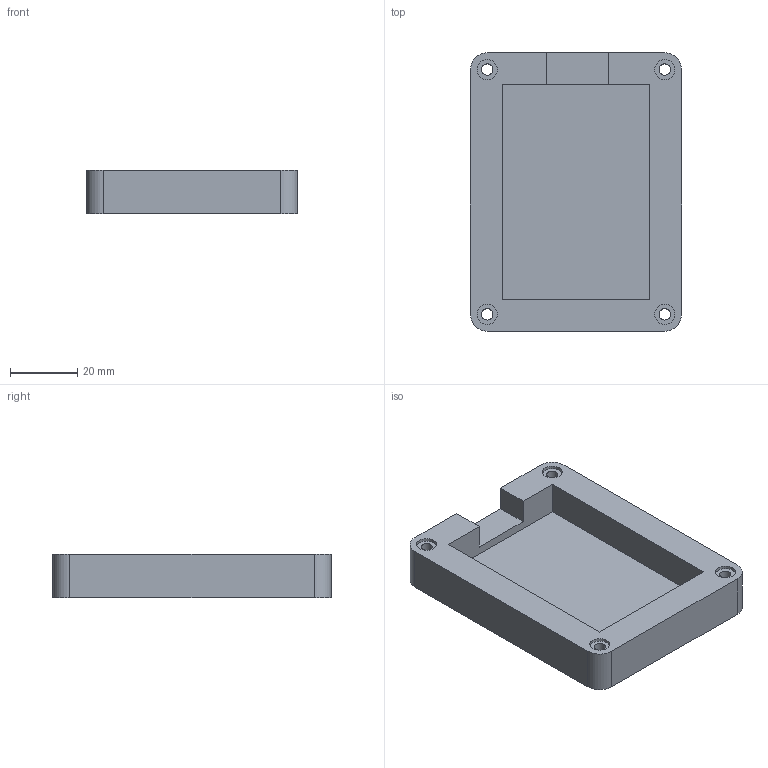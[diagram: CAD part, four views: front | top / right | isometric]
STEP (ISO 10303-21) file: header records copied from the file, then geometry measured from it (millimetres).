
FILE_DESCRIPTION(/* description */ (''),/* implementation_level */ '2;1');
FILE_NAME(/* name */ 'Hackpad Bottom CAD.step',/* time_stamp */ '2025-07-31T22:18:56-04:00',/* author */ (''),/* organization */ (''),/* preprocessor_version */ 'ST-DEVELOPER v20.1',/* originating_system */ 'Autodesk Translation Framework v14.10.0.0',/* authorisation */ '');
FILE_SCHEMA (('AUTOMOTIVE_DESIGN { 1 0 10303 214 3 1 1 }'));
Length unit declared in the file: millimetre
Products named in the file (2): Hackpad Bottom; Component1
Assembly tree (1 placements, depth 2):
  Hackpad Bottom
    Component1
Bounding box: 62.86 x 82.91 x 13 mm (x, y, z)
Volume: 37344.5 mm3; surface area: 16717.4 mm2
Topology: 1 solids, 1 shells, 353 faces, 966 edges, 644 vertices
Faces by surface type: bspline 204, plane 133, cylinder 16
Full cylindrical faces by diameter (mm): 3.4 x4, 6 x8
Entity records: 13081 total; most frequent: CARTESIAN_POINT 5434, ORIENTED_EDGE 1932, EDGE_CURVE 966, DIRECTION 894, VERTEX_POINT 644, LINE 526, VECTOR 526, B_SPLINE_CURVE_WITH_KNOTS 408
